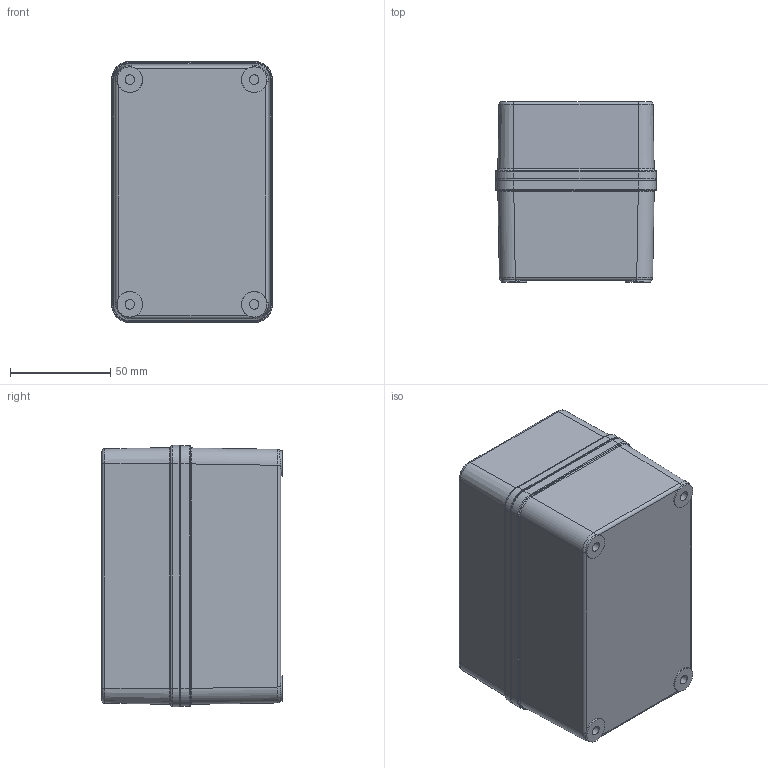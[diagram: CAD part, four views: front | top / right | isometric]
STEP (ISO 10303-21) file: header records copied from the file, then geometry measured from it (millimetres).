
FILE_DESCRIPTION (( 'STEP AP214' ), '1' );
FILE_NAME ('HW-PN4X533.STEP', '2018-05-03T22:35:40', ( '' ), ( '' ), 'SwSTEP 2.0', 'SolidWorks 2017', '' );
FILE_SCHEMA (( 'AUTOMOTIVE_DESIGN' ));
Length unit declared in the file: inch
Products named in the file (1): HW-PN4X533
Bounding box: 80.15 x 89.92 x 130.14 mm (x, y, z)
Volume: 221980.9 mm3; surface area: 128932.3 mm2
Topology: 7 solids, 7 shells, 1020 faces, 2529 edges, 1531 vertices
Faces by surface type: cylinder 364, bspline 240, plane 212, torus 168, cone 28, sphere 8
Full cylindrical faces by diameter (mm): 2.54 x12, 4.762 x2, 4.763 x2, 7 x4, 9.982 x4, 10.998 x4, 11.684 x4, 12.7 x4
Entity records: 60212 total; most frequent: CARTESIAN_POINT 24619, ORIENTED_EDGE 4882, DIRECTION 4164, EDGE_CURVE 2441, AXIS2_PLACEMENT_3D 1604, VERTEX_POINT 1515, EDGE_LOOP 1118, FACE_OUTER_BOUND 1072
